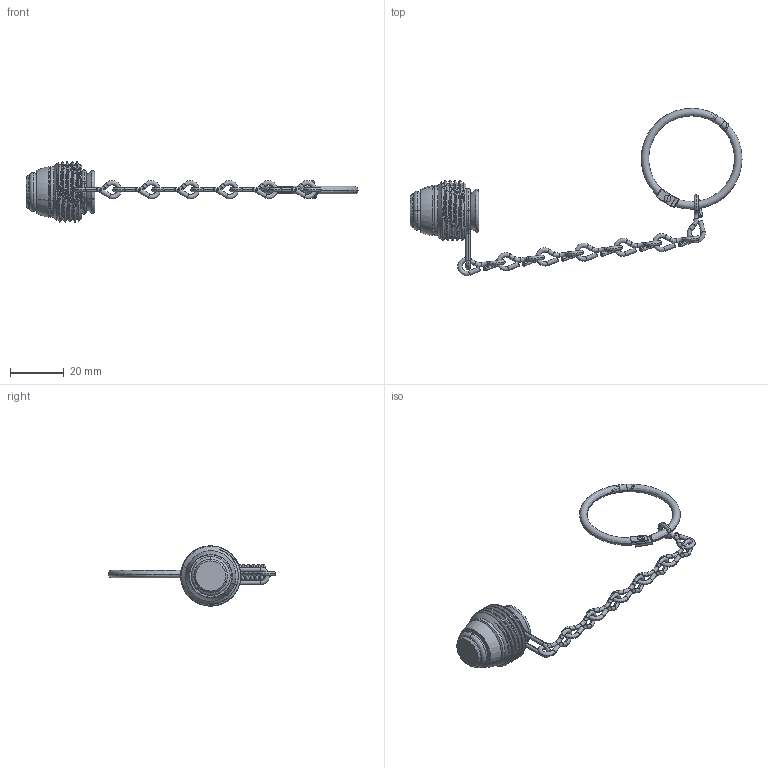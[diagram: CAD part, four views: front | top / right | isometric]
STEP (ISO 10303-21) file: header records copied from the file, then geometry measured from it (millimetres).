
FILE_DESCRIPTION (( 'STEP AP203' ), '1' );
FILE_NAME ('PLU-510CH-R.STEP', '2025-08-21T13:09:25', ( '' ), ( '' ), 'SwSTEP 2.0', 'SolidWorks 2018', '' );
FILE_SCHEMA (( 'CONFIG_CONTROL_DESIGN' ));
Length unit declared in the file: inch
Products named in the file (9): PLU-510CH-R; PRT-001444; ASY-000291; PRT-000252; ASY-000211_One Link Bent; PRT-002245_RING-1.187D HALF; PRT-002239_STAINLESS; PRT-002255_SMALL PIN; PRT-001313
Assembly tree (15 placements, depth 3):
  PLU-510CH-R
    PRT-001444
    PRT-000252
    PRT-001313
    ASY-000211_One Link Bent
      PRT-002239_STAINLESS  x7
    ASY-000291
      PRT-002245_RING-1.187D HALF  x2
      PRT-002255_SMALL PIN
Bounding box: 122.98 x 61.95 x 22.26 mm (x, y, z)
Volume: 6860.3 mm3; surface area: 6041.3 mm2
Topology: 13 solids, 13 shells, 338 faces, 773 edges, 452 vertices
Faces by surface type: cylinder 117, torus 94, plane 61, bspline 39, sphere 16, cone 11
Entity records: 11562 total; most frequent: CARTESIAN_POINT 6608, DIRECTION 855, ORIENTED_EDGE 772, EDGE_CURVE 386, AXIS2_PLACEMENT_3D 369, VERTEX_POINT 231, CIRCLE 190, EDGE_LOOP 177
